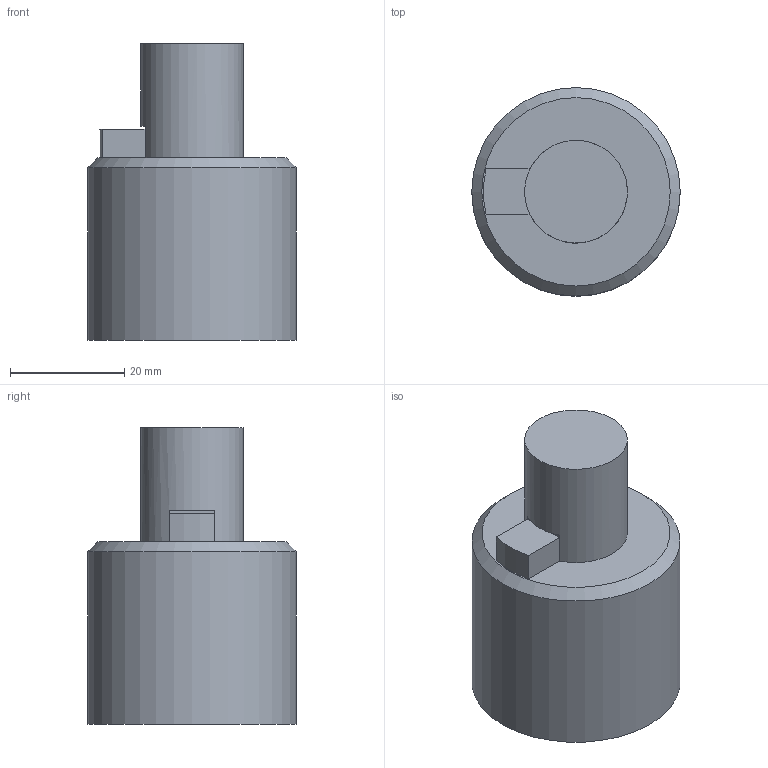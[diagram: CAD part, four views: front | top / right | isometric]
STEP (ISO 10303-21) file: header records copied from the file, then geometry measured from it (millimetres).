
FILE_DESCRIPTION(/* description */ (''),/* implementation_level */ '2;1');
FILE_NAME(/* name */ 'A76002.stp',/* time_stamp */ '2017-10-27T11:34:32+05:00',/* author */ (''),/* organization */ (''),/* preprocessor_version */ 'ST-DEVELOPER v16',/* originating_system */ 'SIEMENS PLM Software NX 11.0',/* authorisation */ '');
FILE_SCHEMA (('AUTOMOTIVE_DESIGN { 1 0 10303 214 3 1 1 1 }'));
Length unit declared in the file: millimetre
Products named in the file (1): A76002
Bounding box: 36.5 x 36.5 x 52 mm (x, y, z)
Volume: 36320.4 mm3; surface area: 8356.5 mm2
Topology: 3 solids, 3 shells, 19 faces, 37 edges, 25 vertices
Faces by surface type: plane 14, cylinder 4, cone 1
Full cylindrical faces by diameter (mm): 12 x1, 18 x1, 36.5 x1
Entity records: 514 total; most frequent: DIRECTION 86, CARTESIAN_POINT 75, ORIENTED_EDGE 60, AXIS2_PLACEMENT_3D 33, EDGE_CURVE 30, EDGE_LOOP 24, VERTEX_POINT 22, LINE 20
